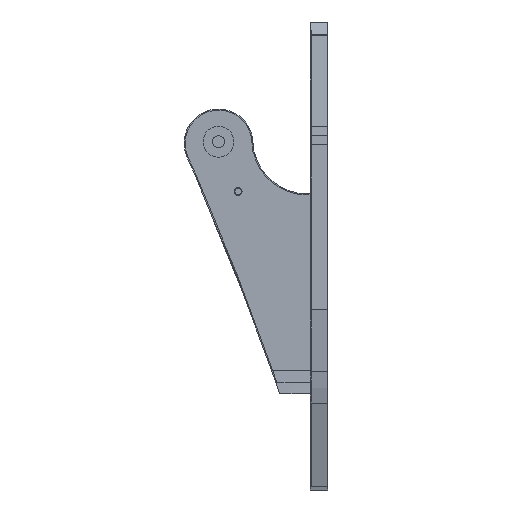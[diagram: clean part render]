
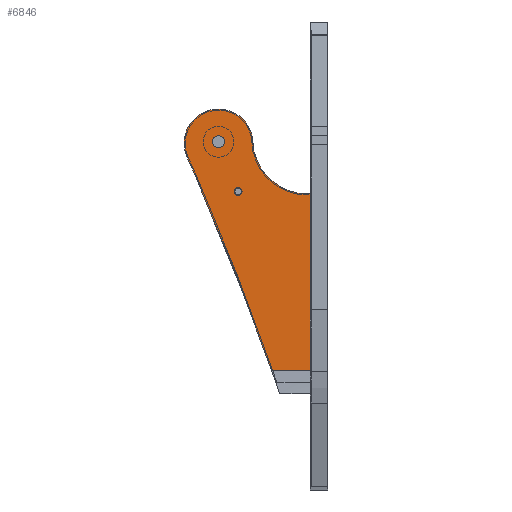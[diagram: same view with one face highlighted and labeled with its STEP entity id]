
A CAD part, left-side view. The second image highlights one B-rep face of the part: STEP entity #6846.
In plain terms, the highlighted planar face has unit normal (-1, 0, 0).
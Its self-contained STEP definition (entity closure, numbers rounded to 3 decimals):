
#114 = AXIS2_PLACEMENT_3D ( 'NONE', #8136, #9230, #8321 ) ;
#565 = VERTEX_POINT ( 'NONE', #9021 ) ;
#623 = AXIS2_PLACEMENT_3D ( 'NONE', #3708, #11156, #5652 ) ;
#1012 = AXIS2_PLACEMENT_3D ( 'NONE', #8791, #7070, #8045 ) ;
#1033 = DIRECTION ( 'NONE',  ( 0., 0., -1. ) ) ;
#1077 = AXIS2_PLACEMENT_3D ( 'NONE', #11694, #8944, #8703 ) ;
#1131 = EDGE_CURVE ( 'NONE', #6823, #3248, #1554, .T. ) ;
#1190 = EDGE_CURVE ( 'NONE', #8333, #10519, #8758, .T. ) ;
#1234 = EDGE_LOOP ( 'NONE', ( #9528, #1747 ) ) ;
#1266 = CIRCLE ( 'NONE', #1077, 2037.78 ) ;
#1296 = DIRECTION ( 'NONE',  ( 0., -1., 0. ) ) ;
#1554 = CIRCLE ( 'NONE', #3128, 229.665 ) ;
#1648 = VECTOR ( 'NONE', #1296, 1000. ) ;
#1700 = PLANE ( 'NONE',  #4544 ) ;
#1747 = ORIENTED_EDGE ( 'NONE', *, *, #7443, .F. ) ;
#2031 = DIRECTION ( 'NONE',  ( 0., 0., -1. ) ) ;
#2590 = DIRECTION ( 'NONE',  ( 0., 0., 1. ) ) ;
#2653 = AXIS2_PLACEMENT_3D ( 'NONE', #7452, #5677, #1033 ) ;
#2776 = EDGE_LOOP ( 'NONE', ( #4764, #6450 ) ) ;
#2818 = CARTESIAN_POINT ( 'NONE',  ( -401.5, 604.626, 189.837 ) ) ;
#2906 = ORIENTED_EDGE ( 'NONE', *, *, #3594, .F. ) ;
#2946 = ORIENTED_EDGE ( 'NONE', *, *, #1131, .T. ) ;
#3080 = DIRECTION ( 'NONE',  ( 1., 0., 0. ) ) ;
#3128 = AXIS2_PLACEMENT_3D ( 'NONE', #11375, #3080, #2031 ) ;
#3182 = CIRCLE ( 'NONE', #623, 16. ) ;
#3239 = CARTESIAN_POINT ( 'NONE',  ( -401.5, 122.01, 123.102 ) ) ;
#3248 = VERTEX_POINT ( 'NONE', #9141 ) ;
#3594 = EDGE_CURVE ( 'NONE', #5342, #10747, #1266, .T. ) ;
#3708 = CARTESIAN_POINT ( 'NONE',  ( -401.5, 426.895, 132.366 ) ) ;
#3790 = EDGE_CURVE ( 'NONE', #565, #10685, #5956, .T. ) ;
#3801 = B_SPLINE_CURVE_WITH_KNOTS ( 'NONE', 2,
 ( #6309, #4599, #11082 ),
 .UNSPECIFIED., .F., .F.,
 ( 3, 3 ),
 ( 0.062, 0.645 ),
 .UNSPECIFIED. ) ;
#3853 = CARTESIAN_POINT ( 'NONE',  ( -401.5, 122.01, -622.383 ) ) ;
#4035 = CARTESIAN_POINT ( 'NONE',  ( -401.5, 136.036, 352.338 ) ) ;
#4096 = FACE_BOUND ( 'NONE', #1234, .T. ) ;
#4487 = LINE ( 'NONE', #6491, #6489 ) ;
#4544 = AXIS2_PLACEMENT_3D ( 'NONE', #7935, #9892, #6094 ) ;
#4599 = CARTESIAN_POINT ( 'NONE',  ( -401.5, 430.388, -210.846 ) ) ;
#4741 = ORIENTED_EDGE ( 'NONE', *, *, #7691, .T. ) ;
#4764 = ORIENTED_EDGE ( 'NONE', *, *, #9191, .T. ) ;
#4770 = DIRECTION ( 'NONE',  ( -1., 0., 0. ) ) ;
#4917 = AXIS2_PLACEMENT_3D ( 'NONE', #4035, #10690, #6039 ) ;
#4961 = CARTESIAN_POINT ( 'NONE',  ( -401.5, 510.206, 317.315 ) ) ;
#5295 = EDGE_CURVE ( 'NONE', #6870, #10747, #7722, .T. ) ;
#5342 = VERTEX_POINT ( 'NONE', #2818 ) ;
#5400 = CARTESIAN_POINT ( 'NONE',  ( -401.5, 510.206, 367.715 ) ) ;
#5483 = ORIENTED_EDGE ( 'NONE', *, *, #1190, .T. ) ;
#5577 = DIRECTION ( 'NONE',  ( 0., 0., 1. ) ) ;
#5652 = DIRECTION ( 'NONE',  ( 0., 0., 1. ) ) ;
#5677 = DIRECTION ( 'NONE',  ( -1., 0., 0. ) ) ;
#5956 = CIRCLE ( 'NONE', #9080, 16. ) ;
#6039 = DIRECTION ( 'NONE',  ( 0., 0., -1. ) ) ;
#6094 = DIRECTION ( 'NONE',  ( 0., 0., -1. ) ) ;
#6218 = CARTESIAN_POINT ( 'NONE',  ( -401.5, 641.719, 274.248 ) ) ;
#6249 = ORIENTED_EDGE ( 'NONE', *, *, #6722, .T. ) ;
#6272 = CARTESIAN_POINT ( 'NONE',  ( -401.5, 426.895, 116.366 ) ) ;
#6309 = CARTESIAN_POINT ( 'NONE',  ( -401.5, 604.626, 189.837 ) ) ;
#6450 = ORIENTED_EDGE ( 'NONE', *, *, #11742, .T. ) ;
#6489 = VECTOR ( 'NONE', #2590, 1000. ) ;
#6491 = CARTESIAN_POINT ( 'NONE',  ( -401.5, 122.01, -622.383 ) ) ;
#6722 = EDGE_CURVE ( 'NONE', #3248, #6870, #10581, .T. ) ;
#6823 = VERTEX_POINT ( 'NONE', #3239 ) ;
#6846 = ADVANCED_FACE ( 'NONE', ( #4096, #10623, #11723 ), #1700, .F. ) ;
#6870 = VERTEX_POINT ( 'NONE', #7071 ) ;
#7070 = DIRECTION ( 'NONE',  ( 1., 0., 0. ) ) ;
#7071 = CARTESIAN_POINT ( 'NONE',  ( -401.5, 365.47, 342.06 ) ) ;
#7443 = EDGE_CURVE ( 'NONE', #10685, #565, #3182, .T. ) ;
#7452 = CARTESIAN_POINT ( 'NONE',  ( -401.5, 510.325, 335.571 ) ) ;
#7691 = EDGE_CURVE ( 'NONE', #10519, #6823, #4487, .T. ) ;
#7722 = CIRCLE ( 'NONE', #2653, 145. ) ;
#7775 = CARTESIAN_POINT ( 'NONE',  ( -401.5, 450.51, -622.383 ) ) ;
#7922 = CARTESIAN_POINT ( 'NONE',  ( -401.5, 286.26, -622.383 ) ) ;
#7935 = CARTESIAN_POINT ( 'NONE',  ( -401.5, 450.51, -622.383 ) ) ;
#8045 = DIRECTION ( 'NONE',  ( 0., 0., -1. ) ) ;
#8136 = CARTESIAN_POINT ( 'NONE',  ( -401.5, 510.206, 342.515 ) ) ;
#8284 = EDGE_LOOP ( 'NONE', ( #2906, #8648, #5483, #4741, #2946, #6249, #9232 ) ) ;
#8321 = DIRECTION ( 'NONE',  ( 0., 0., -1. ) ) ;
#8333 = VERTEX_POINT ( 'NONE', #7922 ) ;
#8648 = ORIENTED_EDGE ( 'NONE', *, *, #10013, .T. ) ;
#8703 = DIRECTION ( 'NONE',  ( 0., 0., -1. ) ) ;
#8758 = LINE ( 'NONE', #7775, #1648 ) ;
#8791 = CARTESIAN_POINT ( 'NONE',  ( -401.5, 510.206, 342.515 ) ) ;
#8888 = VERTEX_POINT ( 'NONE', #4961 ) ;
#8944 = DIRECTION ( 'NONE',  ( -1., 0., 0. ) ) ;
#9021 = CARTESIAN_POINT ( 'NONE',  ( -401.5, 426.895, 148.366 ) ) ;
#9080 = AXIS2_PLACEMENT_3D ( 'NONE', #9364, #4770, #5577 ) ;
#9141 = CARTESIAN_POINT ( 'NONE',  ( -401.5, 136.036, 122.674 ) ) ;
#9191 = EDGE_CURVE ( 'NONE', #8888, #10023, #10079, .T. ) ;
#9207 = CIRCLE ( 'NONE', #1012, 25.2 ) ;
#9230 = DIRECTION ( 'NONE',  ( 1., 0., 0. ) ) ;
#9232 = ORIENTED_EDGE ( 'NONE', *, *, #5295, .T. ) ;
#9364 = CARTESIAN_POINT ( 'NONE',  ( -401.5, 426.895, 132.366 ) ) ;
#9528 = ORIENTED_EDGE ( 'NONE', *, *, #3790, .F. ) ;
#9892 = DIRECTION ( 'NONE',  ( 1., 0., 0. ) ) ;
#10013 = EDGE_CURVE ( 'NONE', #5342, #8333, #3801, .T. ) ;
#10023 = VERTEX_POINT ( 'NONE', #5400 ) ;
#10079 = CIRCLE ( 'NONE', #114, 25.2 ) ;
#10519 = VERTEX_POINT ( 'NONE', #3853 ) ;
#10581 = CIRCLE ( 'NONE', #4917, 229.665 ) ;
#10623 = FACE_OUTER_BOUND ( 'NONE', #8284, .T. ) ;
#10685 = VERTEX_POINT ( 'NONE', #6272 ) ;
#10690 = DIRECTION ( 'NONE',  ( 1., 0., 0. ) ) ;
#10747 = VERTEX_POINT ( 'NONE', #6218 ) ;
#11082 = CARTESIAN_POINT ( 'NONE',  ( -401.5, 286.26, -622.383 ) ) ;
#11156 = DIRECTION ( 'NONE',  ( -1., 0., 0. ) ) ;
#11375 = CARTESIAN_POINT ( 'NONE',  ( -401.5, 136.036, 352.338 ) ) ;
#11694 = CARTESIAN_POINT ( 'NONE',  ( -401.5, 2488.289, -587.567 ) ) ;
#11723 = FACE_BOUND ( 'NONE', #2776, .T. ) ;
#11742 = EDGE_CURVE ( 'NONE', #10023, #8888, #9207, .T. ) ;
